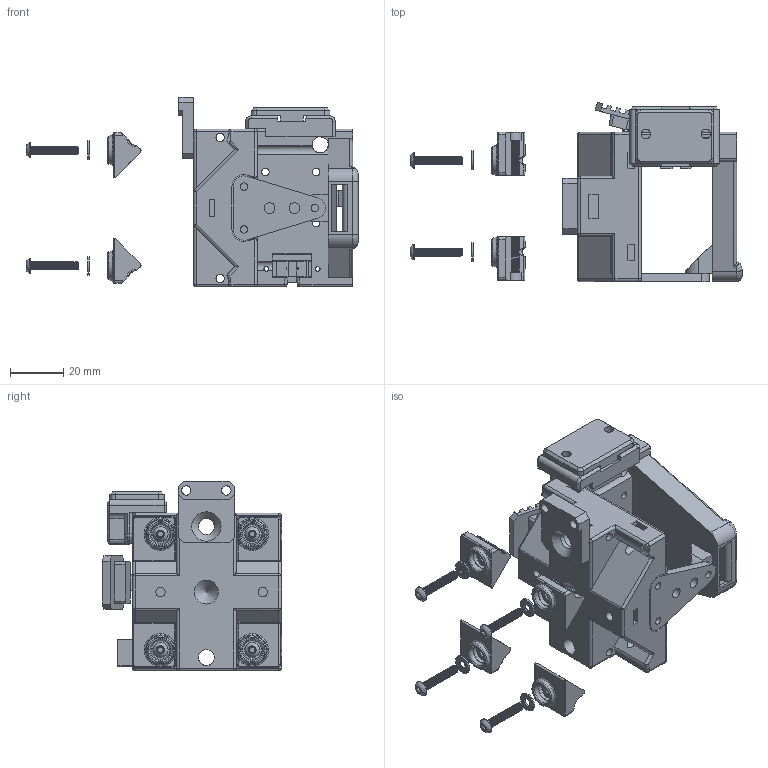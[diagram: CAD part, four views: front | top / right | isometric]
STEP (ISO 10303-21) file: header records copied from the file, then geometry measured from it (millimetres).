
FILE_DESCRIPTION(/* description */ (''),/* implementation_level */ '2;1');
FILE_NAME(/* name */ 'X-Carriage.step',/* time_stamp */ '2021-12-27T10:24:08-06:00',/* author */ (''),/* organization */ (''),/* preprocessor_version */ 'ST-DEVELOPER v18.1',/* originating_system */ 'Autodesk Translation Framework v10.10.0.1391',/* authorisation */ '');
FILE_SCHEMA (('AUTOMOTIVE_DESIGN { 1 0 10303 214 3 1 1 }'));
Length unit declared in the file: millimetre
Products named in the file (10): X-Carriage; Optical Switch; XY Joiner 1_Component193_Top Belt Clamp2; XY Joiner 1_Component193_Top Belt Clamp1; XY Joiner 1_Component193_Bottom Belt Clamp2; XY Joiner 1_Component193_Bottom Belt Clamp1; m3x18; m3 Washer; ADXL345 Mount; Release Lever
Assembly tree (15 placements, depth 2):
  X-Carriage
    Optical Switch
    XY Joiner 1_Component193_Top Belt Clamp2
    XY Joiner 1_Component193_Top Belt Clamp1
    XY Joiner 1_Component193_Bottom Belt Clamp2
    XY Joiner 1_Component193_Bottom Belt Clamp1
    m3x18  x4
    m3 Washer  x4
    ADXL345 Mount
    Release Lever
Bounding box: 124.16 x 67.04 x 71.02 mm (x, y, z)
Volume: 96968.4 mm3; surface area: 47914.1 mm2
Topology: 34 solids, 34 shells, 1547 faces, 3905 edges, 2373 vertices
Faces by surface type: cylinder 722, plane 553, sphere 107, cone 59, bspline 54, torus 52
Full cylindrical faces by diameter (mm): 1.8 x2, 2.35 x144, 2.8 x10, 3 x140, 3.1 x2, 3.2 x4, 3.3 x4, 3.5 x26, 4 x2, 5.7 x4, 6 x9, 7 x8, 8 x4
Entity records: 42505 total; most frequent: CARTESIAN_POINT 13021, DIRECTION 6150, ORIENTED_EDGE 6014, EDGE_CURVE 3007, AXIS2_PLACEMENT_3D 2206, VERTEX_POINT 1838, LINE 1738, VECTOR 1738
